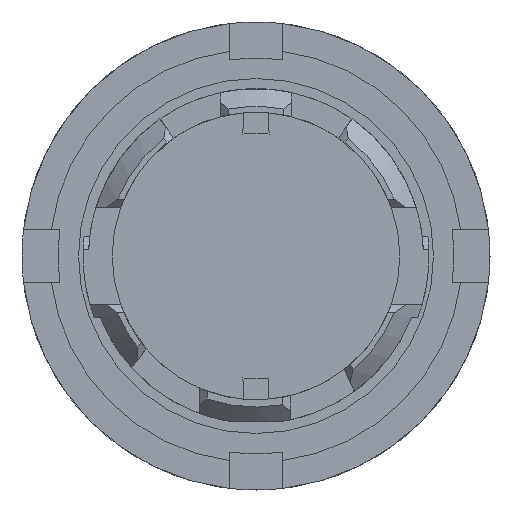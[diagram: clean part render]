
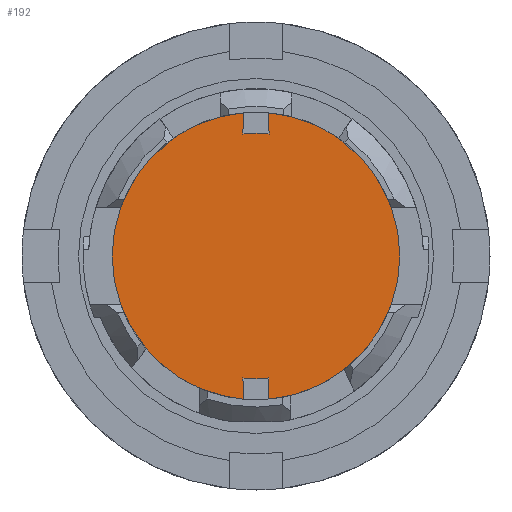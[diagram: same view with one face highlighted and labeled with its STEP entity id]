
A CAD part, front view. The second image highlights one B-rep face of the part: STEP entity #192.
In plain terms, the highlighted planar face has unit normal (0, -1, 0).
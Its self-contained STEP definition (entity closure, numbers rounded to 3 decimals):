
#192 = ADVANCED_FACE( '', ( #470 ), #471, .F. );
#470 = FACE_OUTER_BOUND( '', #837, .T. );
#471 = PLANE( '', #838 );
#837 = EDGE_LOOP( '', ( #1408, #1409, #1410, #1411, #1412, #1413, #1414, #1415, #1416, #1417, #1418, #1419 ) );
#838 = AXIS2_PLACEMENT_3D( '', #1420, #1421, #1422 );
#1408 = ORIENTED_EDGE( '', *, *, #2350, .F. );
#1409 = ORIENTED_EDGE( '', *, *, #2351, .T. );
#1410 = ORIENTED_EDGE( '', *, *, #2352, .T. );
#1411 = ORIENTED_EDGE( '', *, *, #2175, .F. );
#1412 = ORIENTED_EDGE( '', *, *, #2300, .F. );
#1413 = ORIENTED_EDGE( '', *, *, #2276, .F. );
#1414 = ORIENTED_EDGE( '', *, *, #2353, .F. );
#1415 = ORIENTED_EDGE( '', *, *, #2354, .T. );
#1416 = ORIENTED_EDGE( '', *, *, #2355, .T. );
#1417 = ORIENTED_EDGE( '', *, *, #2293, .F. );
#1418 = ORIENTED_EDGE( '', *, *, #2356, .F. );
#1419 = ORIENTED_EDGE( '', *, *, #2179, .F. );
#1420 = CARTESIAN_POINT( '', ( 0., -18.4, 0. ) );
#1421 = DIRECTION( '', ( 0., 1., 0. ) );
#1422 = DIRECTION( '', ( -1., 0., 0. ) );
#2175 = EDGE_CURVE( '', #2597, #2600, #2601, .T. );
#2179 = EDGE_CURVE( '', #2606, #2608, #2609, .T. );
#2276 = EDGE_CURVE( '', #2778, #2781, #2782, .T. );
#2293 = EDGE_CURVE( '', #2812, #2814, #2815, .T. );
#2300 = EDGE_CURVE( '', #2781, #2597, #2824, .T. );
#2350 = EDGE_CURVE( '', #2905, #2606, #2906, .T. );
#2351 = EDGE_CURVE( '', #2905, #2907, #2908, .F. );
#2352 = EDGE_CURVE( '', #2907, #2600, #2909, .F. );
#2353 = EDGE_CURVE( '', #2910, #2778, #2911, .T. );
#2354 = EDGE_CURVE( '', #2910, #2912, #2913, .F. );
#2355 = EDGE_CURVE( '', #2912, #2814, #2914, .F. );
#2356 = EDGE_CURVE( '', #2608, #2812, #2915, .T. );
#2597 = VERTEX_POINT( '', #3216 );
#2600 = VERTEX_POINT( '', #3220 );
#2601 = CIRCLE( '', #3221, 8.85 );
#2606 = VERTEX_POINT( '', #3227 );
#2608 = VERTEX_POINT( '', #3230 );
#2609 = CIRCLE( '', #3231, 8.85 );
#2778 = VERTEX_POINT( '', #3468 );
#2781 = VERTEX_POINT( '', #3472 );
#2782 = CIRCLE( '', #3473, 8.85 );
#2812 = VERTEX_POINT( '', #3507 );
#2814 = VERTEX_POINT( '', #3510 );
#2815 = CIRCLE( '', #3511, 8.85 );
#2824 = CIRCLE( '', #3522, 8.85 );
#2905 = VERTEX_POINT( '', #3625 );
#2906 = LINE( '', #3626, #3627 );
#2907 = VERTEX_POINT( '', #3628 );
#2908 = CIRCLE( '', #3629, 7.55 );
#2909 = LINE( '', #3630, #3631 );
#2910 = VERTEX_POINT( '', #3632 );
#2911 = LINE( '', #3633, #3634 );
#2912 = VERTEX_POINT( '', #3635 );
#2913 = CIRCLE( '', #3636, 7.55 );
#2914 = LINE( '', #3637, #3638 );
#2915 = CIRCLE( '', #3639, 8.85 );
#3216 = CARTESIAN_POINT( '', ( -8.326, -18.4, 3. ) );
#3220 = CARTESIAN_POINT( '', ( -0.8, -18.4, 8.814 ) );
#3221 = AXIS2_PLACEMENT_3D( '', #4040, #4041, #4042 );
#3227 = CARTESIAN_POINT( '', ( 0.8, -18.4, 8.814 ) );
#3230 = CARTESIAN_POINT( '', ( 8.326, -18.4, 3. ) );
#3231 = AXIS2_PLACEMENT_3D( '', #4048, #4049, #4050 );
#3468 = CARTESIAN_POINT( '', ( -0.8, -18.4, -8.814 ) );
#3472 = CARTESIAN_POINT( '', ( -8.326, -18.4, -3. ) );
#3473 = AXIS2_PLACEMENT_3D( '', #4177, #4178, #4179 );
#3507 = CARTESIAN_POINT( '', ( 8.326, -18.4, -3. ) );
#3510 = CARTESIAN_POINT( '', ( 0.8, -18.4, -8.814 ) );
#3511 = AXIS2_PLACEMENT_3D( '', #4218, #4219, #4220 );
#3522 = AXIS2_PLACEMENT_3D( '', #4229, #4230, #4231 );
#3625 = CARTESIAN_POINT( '', ( 0.8, -18.4, 7.507 ) );
#3626 = CARTESIAN_POINT( '', ( 0.8, -18.4, 8.814 ) );
#3627 = VECTOR( '', #4317, 1000. );
#3628 = CARTESIAN_POINT( '', ( -0.8, -18.4, 7.507 ) );
#3629 = AXIS2_PLACEMENT_3D( '', #4318, #4319, #4320 );
#3630 = CARTESIAN_POINT( '', ( -0.8, -18.4, 0. ) );
#3631 = VECTOR( '', #4321, 1000. );
#3632 = CARTESIAN_POINT( '', ( -0.8, -18.4, -7.507 ) );
#3633 = CARTESIAN_POINT( '', ( -0.8, -18.4, -8.814 ) );
#3634 = VECTOR( '', #4322, 1000. );
#3635 = CARTESIAN_POINT( '', ( 0.8, -18.4, -7.507 ) );
#3636 = AXIS2_PLACEMENT_3D( '', #4323, #4324, #4325 );
#3637 = CARTESIAN_POINT( '', ( 0.8, -18.4, 0. ) );
#3638 = VECTOR( '', #4326, 1000. );
#3639 = AXIS2_PLACEMENT_3D( '', #4327, #4328, #4329 );
#4040 = CARTESIAN_POINT( '', ( 0., -18.4, 0. ) );
#4041 = DIRECTION( '', ( 0., 1., 0. ) );
#4042 = DIRECTION( '', ( 0., 0., -1. ) );
#4048 = CARTESIAN_POINT( '', ( 0., -18.4, 0. ) );
#4049 = DIRECTION( '', ( 0., 1., 0. ) );
#4050 = DIRECTION( '', ( 0., 0., -1. ) );
#4177 = CARTESIAN_POINT( '', ( 0., -18.4, 0. ) );
#4178 = DIRECTION( '', ( 0., 1., 0. ) );
#4179 = DIRECTION( '', ( 0., 0., -1. ) );
#4218 = CARTESIAN_POINT( '', ( 0., -18.4, 0. ) );
#4219 = DIRECTION( '', ( 0., 1., 0. ) );
#4220 = DIRECTION( '', ( 0., 0., -1. ) );
#4229 = CARTESIAN_POINT( '', ( 0., -18.4, 0. ) );
#4230 = DIRECTION( '', ( 0., 1., 0. ) );
#4231 = DIRECTION( '', ( 0., 0., -1. ) );
#4317 = DIRECTION( '', ( 0., 0., 1. ) );
#4318 = CARTESIAN_POINT( '', ( 0., -18.4, 0. ) );
#4319 = DIRECTION( '', ( 0., 1., 0. ) );
#4320 = DIRECTION( '', ( 0., 0., -1. ) );
#4321 = DIRECTION( '', ( 0., 0., -1. ) );
#4322 = DIRECTION( '', ( 0., 0., -1. ) );
#4323 = CARTESIAN_POINT( '', ( 0., -18.4, 0. ) );
#4324 = DIRECTION( '', ( 0., 1., 0. ) );
#4325 = DIRECTION( '', ( 0., 0., -1. ) );
#4326 = DIRECTION( '', ( 0., 0., 1. ) );
#4327 = CARTESIAN_POINT( '', ( 0., -18.4, 0. ) );
#4328 = DIRECTION( '', ( 0., 1., 0. ) );
#4329 = DIRECTION( '', ( 0., 0., -1. ) );
